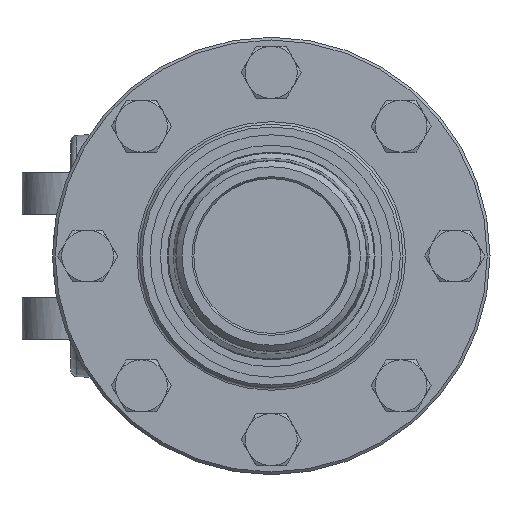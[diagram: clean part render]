
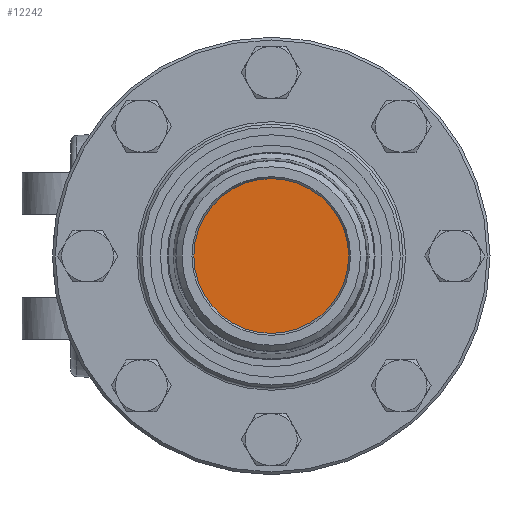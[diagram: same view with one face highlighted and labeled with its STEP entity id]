
A CAD part, left-side view. The second image highlights one B-rep face of the part: STEP entity #12242.
In plain terms, the highlighted planar face has unit normal (-1, 0, 0).
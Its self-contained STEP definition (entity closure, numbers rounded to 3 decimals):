
#486=PLANE('',#13000);
#1327=FACE_OUTER_BOUND('',#2054,.T.);
#2054=EDGE_LOOP('',(#8424));
#2873=CIRCLE('',#13001,35.5);
#5308=VERTEX_POINT('',#17685);
#6537=EDGE_CURVE('',#5308,#5308,#2873,.T.);
#8424=ORIENTED_EDGE('',*,*,#6537,.F.);
#12242=ADVANCED_FACE('',(#1327),#486,.T.);
#13000=AXIS2_PLACEMENT_3D('',#17684,#14254,#14255);
#13001=AXIS2_PLACEMENT_3D('',#17686,#14256,#14257);
#14254=DIRECTION('center_axis',(-1.,0.,0.));
#14255=DIRECTION('ref_axis',(0.,0.,1.));
#14256=DIRECTION('center_axis',(1.,0.,0.));
#14257=DIRECTION('ref_axis',(0.,1.,0.));
#17684=CARTESIAN_POINT('Origin',(-43.738,55.068,0.));
#17685=CARTESIAN_POINT('',(-43.738,-35.5,0.));
#17686=CARTESIAN_POINT('Origin',(-43.738,0.,0.));
